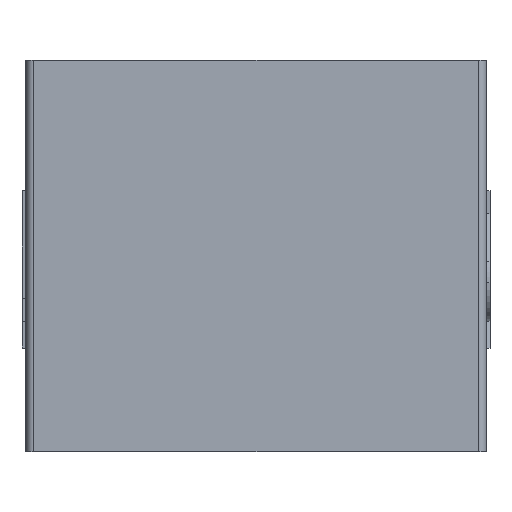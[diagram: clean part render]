
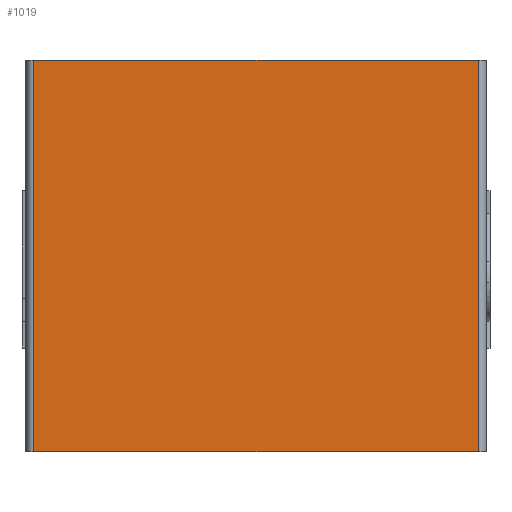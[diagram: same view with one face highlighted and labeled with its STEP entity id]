
A CAD part, left-side view. The second image highlights one B-rep face of the part: STEP entity #1019.
In plain terms, the highlighted planar face has unit normal (-1, 0, 0).
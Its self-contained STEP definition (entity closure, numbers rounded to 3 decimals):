
#47 = VECTOR ( 'NONE', #2077, 1000. ) ;
#141 = EDGE_LOOP ( 'NONE', ( #972, #1365, #1652, #2669 ) ) ;
#220 = EDGE_CURVE ( 'NONE', #2106, #1605, #617, .T. ) ;
#311 = DIRECTION ( 'NONE',  ( 0., 0., 1. ) ) ;
#352 = AXIS2_PLACEMENT_3D ( 'NONE', #2994, #1814, #311 ) ;
#390 = EDGE_CURVE ( 'NONE', #780, #1605, #3005, .T. ) ;
#405 = EDGE_CURVE ( 'NONE', #2106, #1586, #1483, .T. ) ;
#583 = FACE_OUTER_BOUND ( 'NONE', #141, .T. ) ;
#617 = LINE ( 'NONE', #1601, #2360 ) ;
#715 = CARTESIAN_POINT ( 'NONE',  ( -50., 29., 0. ) ) ;
#740 = DIRECTION ( 'NONE',  ( 0., 0., 1. ) ) ;
#780 = VERTEX_POINT ( 'NONE', #1716 ) ;
#849 = CARTESIAN_POINT ( 'NONE',  ( -50., 29., -51. ) ) ;
#972 = ORIENTED_EDGE ( 'NONE', *, *, #220, .F. ) ;
#1019 = ADVANCED_FACE ( 'NONE', ( #583 ), #2493, .T. ) ;
#1113 = DIRECTION ( 'NONE',  ( 0., -1., 0. ) ) ;
#1228 = DIRECTION ( 'NONE',  ( 0., 0., -1. ) ) ;
#1365 = ORIENTED_EDGE ( 'NONE', *, *, #405, .T. ) ;
#1465 = CARTESIAN_POINT ( 'NONE',  ( -50., -29., -1. ) ) ;
#1483 = LINE ( 'NONE', #1984, #1594 ) ;
#1521 = EDGE_CURVE ( 'NONE', #780, #1586, #2554, .T. ) ;
#1586 = VERTEX_POINT ( 'NONE', #849 ) ;
#1594 = VECTOR ( 'NONE', #1228, 1000. ) ;
#1601 = CARTESIAN_POINT ( 'NONE',  ( -50., -30., 0. ) ) ;
#1605 = VERTEX_POINT ( 'NONE', #1850 ) ;
#1652 = ORIENTED_EDGE ( 'NONE', *, *, #1521, .F. ) ;
#1716 = CARTESIAN_POINT ( 'NONE',  ( -50., -29., -51. ) ) ;
#1808 = CARTESIAN_POINT ( 'NONE',  ( -50., -30., -51. ) ) ;
#1814 = DIRECTION ( 'NONE',  ( -1., 0., 0. ) ) ;
#1850 = CARTESIAN_POINT ( 'NONE',  ( -50., -29., 0. ) ) ;
#1984 = CARTESIAN_POINT ( 'NONE',  ( -50., 29., -1. ) ) ;
#2077 = DIRECTION ( 'NONE',  ( 0., 1., 0. ) ) ;
#2106 = VERTEX_POINT ( 'NONE', #715 ) ;
#2360 = VECTOR ( 'NONE', #1113, 1000. ) ;
#2493 = PLANE ( 'NONE',  #352 ) ;
#2554 = LINE ( 'NONE', #1808, #47 ) ;
#2669 = ORIENTED_EDGE ( 'NONE', *, *, #390, .T. ) ;
#2976 = VECTOR ( 'NONE', #740, 1000. ) ;
#2994 = CARTESIAN_POINT ( 'NONE',  ( -50., -30., -1. ) ) ;
#3005 = LINE ( 'NONE', #1465, #2976 ) ;
